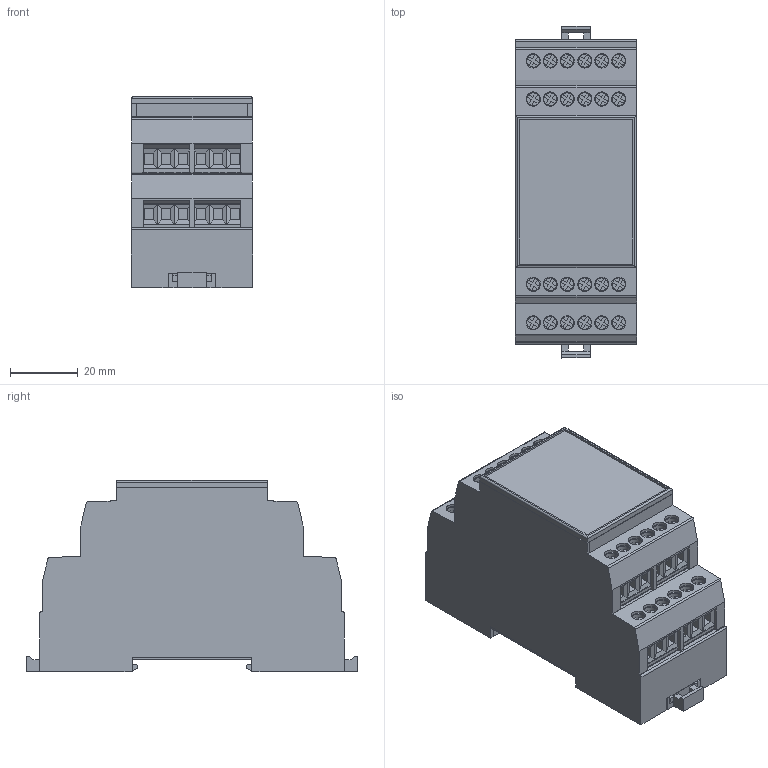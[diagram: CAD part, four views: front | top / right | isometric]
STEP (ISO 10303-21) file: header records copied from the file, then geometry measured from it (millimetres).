
FILE_DESCRIPTION( ( 'STEP AP203' ), '1' );
FILE_NAME( 'CEM35-H.stp', ' ', ( ' ' ), ( ' ' ), 'PSStep 15.0.49', 'VISI 20.0', ' ' );
FILE_SCHEMA( ( 'AUTOMOTIVE_DESIGN { 1 0 10303 214 1 1 1 1 }' ) );
Length unit declared in the file: millimetre
Products named in the file (1): 1
Bounding box: 35.8 x 98 x 56.4 mm (x, y, z)
Volume: 41907.3 mm3; surface area: 49341 mm2
Topology: 1 solids, 27 shells, 1613 faces, 4384 edges, 2804 vertices
Faces by surface type: plane 1409, cylinder 114, torus 66, cone 24
Full cylindrical faces by diameter (mm): 2 x2, 3.8 x24, 4.2 x24
Entity records: 61372 total; most frequent: CARTESIAN_POINT 8707, ORIENTED_EDGE 8228, DIRECTION 7749, EDGE_CURVE 4114, LINE 3661, VECTOR 3661, VERTEX_POINT 2732, AXIS2_PLACEMENT_3D 2044
